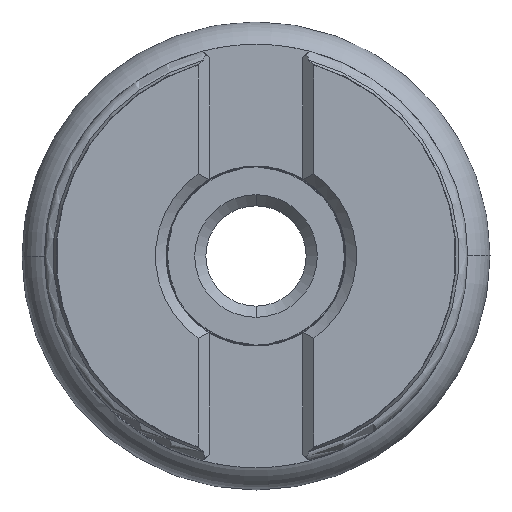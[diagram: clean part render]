
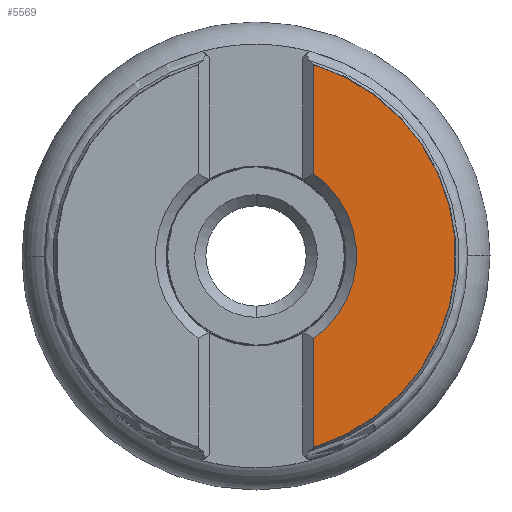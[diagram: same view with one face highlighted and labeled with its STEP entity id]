
A CAD part, left-side view. The second image highlights one B-rep face of the part: STEP entity #5569.
In plain terms, the highlighted planar face has unit normal (-1, 0, 0).
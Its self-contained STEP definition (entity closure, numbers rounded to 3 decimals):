
#1303 = AXIS2_PLACEMENT_3D ( 'NONE', #1990, #1994, #1995 ) ;
#1380 = AXIS2_PLACEMENT_3D ( 'NONE', #2637, #2638, #2639 ) ;
#1388 = AXIS2_PLACEMENT_3D ( 'NONE', #3019, #3020, #3021 ) ;
#1638 = FACE_OUTER_BOUND ( 'NONE', #6259, .T. ) ;
#1990 = CARTESIAN_POINT ( 'NONE',  ( -44.17, 23.488, -25. ) ) ;
#1992 = PLANE ( 'NONE',  #1303 ) ;
#1994 = DIRECTION ( 'NONE',  ( 1., 0., 0. ) ) ;
#1995 = DIRECTION ( 'NONE',  ( 0., 1., 0. ) ) ;
#2637 = CARTESIAN_POINT ( 'NONE',  ( -44.17, 0., 0. ) ) ;
#2638 = DIRECTION ( 'NONE',  ( -1., 0., 0. ) ) ;
#2639 = DIRECTION ( 'NONE',  ( 0., 1., 0. ) ) ;
#2673 = CARTESIAN_POINT ( 'NONE',  ( -44.17, -5.2, -25. ) ) ;
#2674 = DIRECTION ( 'NONE',  ( 0., 0., -1. ) ) ;
#2884 = CIRCLE ( 'NONE', #1380, 17.922 ) ;
#2887 = LINE ( 'NONE', #2673, #2894 ) ;
#2894 = VECTOR ( 'NONE', #2674, 1000. ) ;
#2903 = LINE ( 'NONE', #3006, #2906 ) ;
#2906 = VECTOR ( 'NONE', #3007, 1000. ) ;
#2909 = CIRCLE ( 'NONE', #1388, 9.025 ) ;
#3006 = CARTESIAN_POINT ( 'NONE',  ( -44.17, -5.2, -25. ) ) ;
#3007 = DIRECTION ( 'NONE',  ( 0., 0., -1. ) ) ;
#3019 = CARTESIAN_POINT ( 'NONE',  ( -44.17, 0., 0. ) ) ;
#3020 = DIRECTION ( 'NONE',  ( -1., 0., 0. ) ) ;
#3021 = DIRECTION ( 'NONE',  ( 0., 1., 0. ) ) ;
#4984 = CARTESIAN_POINT ( 'NONE',  ( -44.17, -5.2, -17.151 ) ) ;
#4985 = CARTESIAN_POINT ( 'NONE',  ( -44.17, -5.2, 17.151 ) ) ;
#4987 = CARTESIAN_POINT ( 'NONE',  ( -44.17, -5.2, -7.376 ) ) ;
#4992 = CARTESIAN_POINT ( 'NONE',  ( -44.17, -5.2, 7.376 ) ) ;
#5569 = ADVANCED_FACE ( 'NONE', ( #1638 ), #1992, .F. ) ;
#5742 = EDGE_CURVE ( 'NONE', #6864, #6865, #2884, .T. ) ;
#5752 = EDGE_CURVE ( 'NONE', #6865, #6872, #2887, .T. ) ;
#5768 = EDGE_CURVE ( 'NONE', #6867, #6864, #2903, .T. ) ;
#5772 = EDGE_CURVE ( 'NONE', #6867, #6872, #2909, .T. ) ;
#6259 = EDGE_LOOP ( 'NONE', ( #6928, #6929, #6930, #6931 ) ) ;
#6864 = VERTEX_POINT ( 'NONE', #4984 ) ;
#6865 = VERTEX_POINT ( 'NONE', #4985 ) ;
#6867 = VERTEX_POINT ( 'NONE', #4987 ) ;
#6872 = VERTEX_POINT ( 'NONE', #4992 ) ;
#6928 = ORIENTED_EDGE ( 'NONE', *, *, #5742, .T. ) ;
#6929 = ORIENTED_EDGE ( 'NONE', *, *, #5752, .T. ) ;
#6930 = ORIENTED_EDGE ( 'NONE', *, *, #5772, .F. ) ;
#6931 = ORIENTED_EDGE ( 'NONE', *, *, #5768, .T. ) ;
